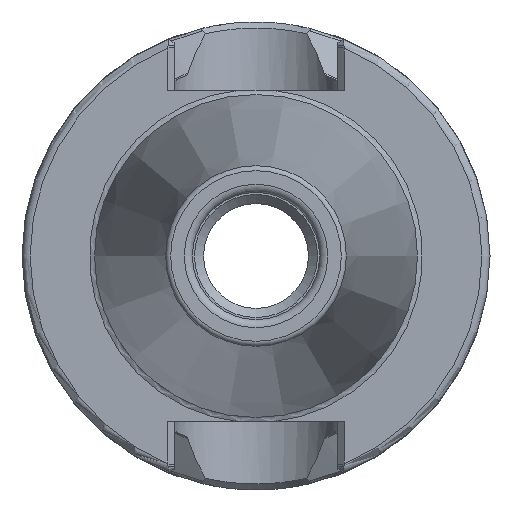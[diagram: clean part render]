
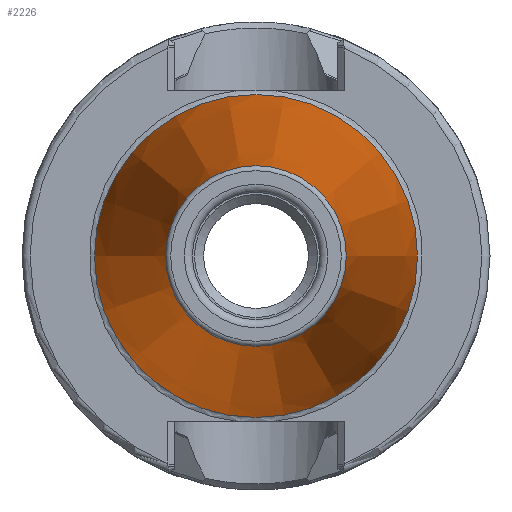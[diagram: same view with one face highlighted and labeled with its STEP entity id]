
A CAD part, left-side view. The second image highlights one B-rep face of the part: STEP entity #2226.
In plain terms, the highlighted conical face has half-angle 8.297 degrees and reference radius 12.377 mm.
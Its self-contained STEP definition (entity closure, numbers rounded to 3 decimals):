
#323=FACE_OUTER_BOUND('',#458,.T.);
#458=EDGE_LOOP('',(#1797,#1798,#1799,#1800,#1801));
#587=LINE('',#4410,#702);
#702=VECTOR('',#2891,12.377);
#820=CIRCLE('',#2468,8.879);
#821=CIRCLE('',#2469,8.879);
#824=CIRCLE('',#2473,15.875);
#1000=VERTEX_POINT('',#4400);
#1001=VERTEX_POINT('',#4401);
#1003=VERTEX_POINT('',#4408);
#1285=EDGE_CURVE('',#1000,#1001,#820,.T.);
#1286=EDGE_CURVE('',#1001,#1000,#821,.T.);
#1289=EDGE_CURVE('',#1003,#1003,#824,.T.);
#1290=EDGE_CURVE('',#1003,#1000,#587,.T.);
#1797=ORIENTED_EDGE('',*,*,#1289,.F.);
#1798=ORIENTED_EDGE('',*,*,#1290,.T.);
#1799=ORIENTED_EDGE('',*,*,#1285,.T.);
#1800=ORIENTED_EDGE('',*,*,#1286,.T.);
#1801=ORIENTED_EDGE('',*,*,#1290,.F.);
#2153=CONICAL_SURFACE('',#2472,12.377,0.145);
#2226=ADVANCED_FACE('',(#323),#2153,.T.);
#2468=AXIS2_PLACEMENT_3D('',#4402,#2879,#2880);
#2469=AXIS2_PLACEMENT_3D('',#4403,#2881,#2882);
#2472=AXIS2_PLACEMENT_3D('',#4407,#2887,#2888);
#2473=AXIS2_PLACEMENT_3D('',#4409,#2889,#2890);
#2879=DIRECTION('center_axis',(1.,0.,0.));
#2880=DIRECTION('ref_axis',(0.,0.,-1.));
#2881=DIRECTION('center_axis',(1.,0.,0.));
#2882=DIRECTION('ref_axis',(0.,0.,-1.));
#2887=DIRECTION('center_axis',(1.,0.,0.));
#2888=DIRECTION('ref_axis',(0.,1.,0.));
#2889=DIRECTION('center_axis',(1.,0.,0.));
#2890=DIRECTION('ref_axis',(0.,0.,-1.));
#2891=DIRECTION('',(-0.99,0.144,0.));
#4400=CARTESIAN_POINT('',(-47.972,-8.879,0.));
#4401=CARTESIAN_POINT('',(-47.972,0.,8.879));
#4402=CARTESIAN_POINT('Origin',(-47.972,0.,
0.));
#4403=CARTESIAN_POINT('Origin',(-47.972,0.,
0.));
#4407=CARTESIAN_POINT('Origin',(-23.986,0.,
0.));
#4408=CARTESIAN_POINT('',(0.,-15.875,0.));
#4409=CARTESIAN_POINT('Origin',(0.,0.,
0.));
#4410=CARTESIAN_POINT('',(-23.986,-12.377,0.));
